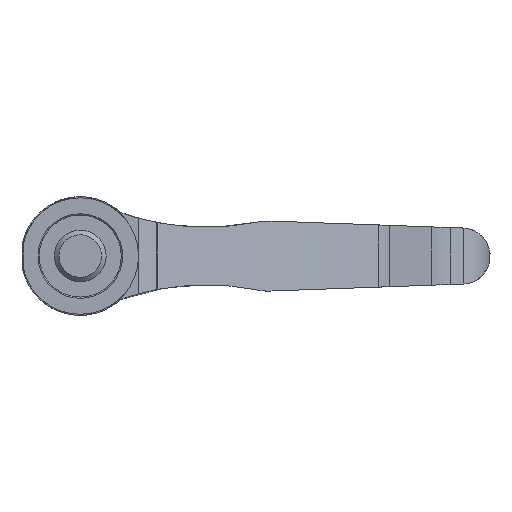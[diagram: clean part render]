
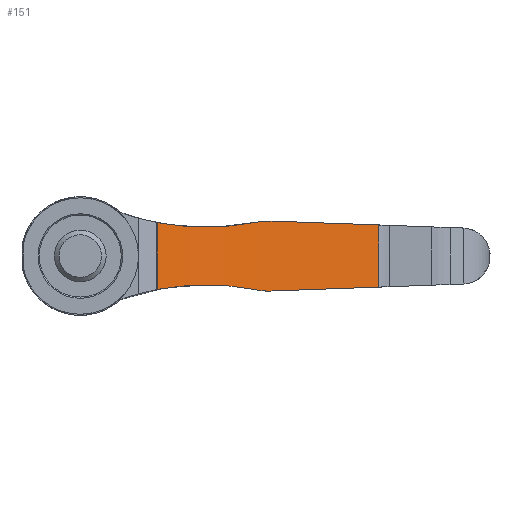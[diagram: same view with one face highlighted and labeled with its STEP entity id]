
A CAD part, front view. The second image highlights one B-rep face of the part: STEP entity #151.
In plain terms, the highlighted cylindrical face has radius 252.32 mm (diameter 504.64 mm), a partial arc.
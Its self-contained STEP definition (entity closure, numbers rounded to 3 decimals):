
#151 = ADVANCED_FACE( '', ( #330 ), #331, .F. );
#330 = FACE_OUTER_BOUND( '', #530, .T. );
#331 = CYLINDRICAL_SURFACE( '', #531, 252.32 );
#530 = EDGE_LOOP( '', ( #903, #904, #905, #906, #907, #908, #909, #910 ) );
#531 = AXIS2_PLACEMENT_3D( '', #911, #912, #913 );
#903 = ORIENTED_EDGE( '', *, *, #1269, .T. );
#904 = ORIENTED_EDGE( '', *, *, #1259, .F. );
#905 = ORIENTED_EDGE( '', *, *, #1270, .T. );
#906 = ORIENTED_EDGE( '', *, *, #1213, .T. );
#907 = ORIENTED_EDGE( '', *, *, #1271, .F. );
#908 = ORIENTED_EDGE( '', *, *, #1272, .T. );
#909 = ORIENTED_EDGE( '', *, *, #1180, .T. );
#910 = ORIENTED_EDGE( '', *, *, #1273, .F. );
#911 = CARTESIAN_POINT( '', ( 132.162, -195.671, 27.5 ) );
#912 = DIRECTION( '', ( 0., 0., 1. ) );
#913 = DIRECTION( '', ( -1., 0., 0. ) );
#1180 = EDGE_CURVE( '', #1418, #1419, #1420, .T. );
#1213 = EDGE_CURVE( '', #1475, #1473, #1476, .F. );
#1259 = EDGE_CURVE( '', #1538, #1540, #1541, .T. );
#1269 = EDGE_CURVE( '', #1554, #1540, #1555, .T. );
#1270 = EDGE_CURVE( '', #1538, #1475, #1556, .T. );
#1271 = EDGE_CURVE( '', #1557, #1473, #1558, .T. );
#1272 = EDGE_CURVE( '', #1557, #1418, #1559, .F. );
#1273 = EDGE_CURVE( '', #1554, #1419, #1560, .T. );
#1418 = VERTEX_POINT( '', #1854 );
#1419 = VERTEX_POINT( '', #1855 );
#1420 = B_SPLINE_CURVE_WITH_KNOTS( '', 3, ( #1856, #1857, #1858, #1859 ), .UNSPECIFIED., .F., .F., ( 4, 4 ), ( 0., 0.003 ), .UNSPECIFIED. );
#1473 = VERTEX_POINT( '', #1942 );
#1475 = VERTEX_POINT( '', #1944 );
#1476 = ELLIPSE( '', #1945, 252.486, 252.32 );
#1538 = VERTEX_POINT( '', #2144 );
#1540 = VERTEX_POINT( '', #2147 );
#1541 = B_SPLINE_CURVE_WITH_KNOTS( '', 3, ( #2148, #2149, #2150, #2151, #2152, #2153 ), .UNSPECIFIED., .F., .F., ( 4, 2, 4 ), ( 0., 0.013, 0.025 ), .UNSPECIFIED. );
#1554 = VERTEX_POINT( '', #2213 );
#1555 = LINE( '', #2214, #2215 );
#1556 = B_SPLINE_CURVE_WITH_KNOTS( '', 3, ( #2216, #2217, #2218, #2219 ), .UNSPECIFIED., .F., .F., ( 4, 4 ), ( 0., 0.003 ), .UNSPECIFIED. );
#1557 = VERTEX_POINT( '', #2220 );
#1558 = LINE( '', #2221, #2222 );
#1559 = ELLIPSE( '', #2223, 252.486, 252.32 );
#1560 = B_SPLINE_CURVE_WITH_KNOTS( '', 3, ( #2224, #2225, #2226, #2227, #2228, #2229 ), .UNSPECIFIED., .F., .F., ( 4, 2, 4 ), ( 0., 0.013, 0.025 ), .UNSPECIFIED. );
#1854 = CARTESIAN_POINT( '', ( 43.967, 40.734, 8.117 ) );
#1855 = CARTESIAN_POINT( '', ( 41.13, 39.656, 7.875 ) );
#1856 = CARTESIAN_POINT( '', ( 43.967, 40.734, 8.117 ) );
#1857 = CARTESIAN_POINT( '', ( 43.011, 40.377, 8.152 ) );
#1858 = CARTESIAN_POINT( '', ( 42.065, 40.017, 8.071 ) );
#1859 = CARTESIAN_POINT( '', ( 41.13, 39.656, 7.875 ) );
#1942 = CARTESIAN_POINT( '', ( 69.134, 48.65, -7.203 ) );
#1944 = CARTESIAN_POINT( '', ( 43.967, 40.734, -8.117 ) );
#1945 = AXIS2_PLACEMENT_3D( '', #2444, #2445, #2446 );
#2144 = CARTESIAN_POINT( '', ( 41.13, 39.656, -7.875 ) );
#2147 = CARTESIAN_POINT( '', ( 17.866, 29.278, -7.733 ) );
#2148 = CARTESIAN_POINT( '', ( 41.13, 39.656, -7.875 ) );
#2149 = CARTESIAN_POINT( '', ( 37.17, 38.124, -7.043 ) );
#2150 = CARTESIAN_POINT( '', ( 33.25, 36.493, -6.645 ) );
#2151 = CARTESIAN_POINT( '', ( 25.496, 33.033, -6.616 ) );
#2152 = CARTESIAN_POINT( '', ( 21.66, 31.205, -6.984 ) );
#2153 = CARTESIAN_POINT( '', ( 17.866, 29.278, -7.733 ) );
#2213 = CARTESIAN_POINT( '', ( 17.866, 29.278, 7.733 ) );
#2214 = CARTESIAN_POINT( '', ( 17.866, 29.278, 27.5 ) );
#2215 = VECTOR( '', #2491, 1000. );
#2216 = CARTESIAN_POINT( '', ( 41.13, 39.656, -7.875 ) );
#2217 = CARTESIAN_POINT( '', ( 42.065, 40.017, -8.071 ) );
#2218 = CARTESIAN_POINT( '', ( 43.011, 40.377, -8.152 ) );
#2219 = CARTESIAN_POINT( '', ( 43.967, 40.734, -8.117 ) );
#2220 = CARTESIAN_POINT( '', ( 69.134, 48.65, 7.203 ) );
#2221 = CARTESIAN_POINT( '', ( 69.134, 48.65, 27.5 ) );
#2222 = VECTOR( '', #2492, 1000. );
#2223 = AXIS2_PLACEMENT_3D( '', #2493, #2494, #2495 );
#2224 = CARTESIAN_POINT( '', ( 17.866, 29.278, 7.733 ) );
#2225 = CARTESIAN_POINT( '', ( 21.66, 31.205, 6.984 ) );
#2226 = CARTESIAN_POINT( '', ( 25.496, 33.033, 6.616 ) );
#2227 = CARTESIAN_POINT( '', ( 33.25, 36.493, 6.645 ) );
#2228 = CARTESIAN_POINT( '', ( 37.17, 38.124, 7.043 ) );
#2229 = CARTESIAN_POINT( '', ( 41.13, 39.656, 7.875 ) );
#2444 = CARTESIAN_POINT( '', ( 132.162, -195.671, -4.914 ) );
#2445 = DIRECTION( '', ( -0.036, 0., 0.999 ) );
#2446 = DIRECTION( '', ( -0.999, 0., -0.036 ) );
#2491 = DIRECTION( '', ( 0., 0., -1. ) );
#2492 = DIRECTION( '', ( 0., 0., -1. ) );
#2493 = CARTESIAN_POINT( '', ( 132.162, -195.671, 4.914 ) );
#2494 = DIRECTION( '', ( -0.036, 0., -0.999 ) );
#2495 = DIRECTION( '', ( 0.999, 0., -0.036 ) );
